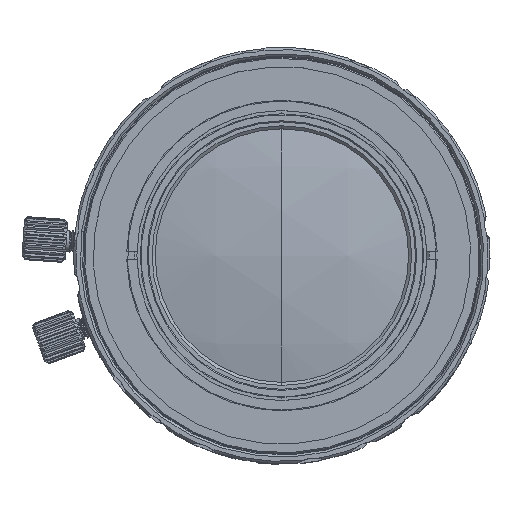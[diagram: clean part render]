
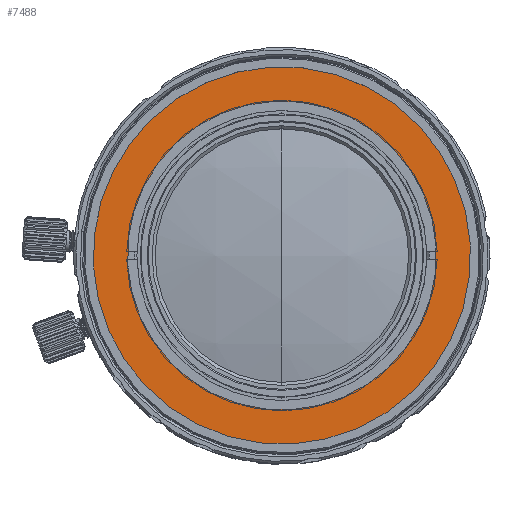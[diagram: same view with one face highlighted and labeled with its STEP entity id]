
A CAD part, top view. The second image highlights one B-rep face of the part: STEP entity #7488.
In plain terms, the highlighted planar face has unit normal (0, 0, 1).
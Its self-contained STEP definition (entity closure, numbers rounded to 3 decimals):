
#109 = CIRCLE ( 'NONE', #23483, 17.85 ) ;
#1187 = DIRECTION ( 'NONE',  ( 0.688, -0.725, 0. ) ) ;
#5073 = DIRECTION ( 'NONE',  ( 0., 0., -1. ) ) ;
#6065 = CARTESIAN_POINT ( 'NONE',  ( 9.857, -10.387, 39.77 ) ) ;
#7488 = ADVANCED_FACE ( 'NONE', ( #28831, #29162 ), #13489, .F. ) ;
#9462 = CIRCLE ( 'NONE', #28351, 17.85 ) ;
#11518 = CARTESIAN_POINT ( 'NONE',  ( 12.948, 12.287, 39.77 ) ) ;
#12391 = CARTESIAN_POINT ( 'NONE',  ( -9.857, 10.387, 39.77 ) ) ;
#13489 = PLANE ( 'NONE',  #29020 ) ;
#14539 = CARTESIAN_POINT ( 'NONE',  ( -12.948, -12.287, 39.77 ) ) ;
#14840 = EDGE_LOOP ( 'NONE', ( #59345, #57796 ) ) ;
#15828 = VERTEX_POINT ( 'NONE', #14539 ) ;
#15871 = EDGE_CURVE ( 'NONE', #15828, #56645, #109, .T. ) ;
#16238 = DIRECTION ( 'NONE',  ( 0., 0., -1. ) ) ;
#19336 = EDGE_CURVE ( 'NONE', #48642, #39110, #54599, .T. ) ;
#23483 = AXIS2_PLACEMENT_3D ( 'NONE', #37841, #5073, #32602 ) ;
#28351 = AXIS2_PLACEMENT_3D ( 'NONE', #59860, #16238, #32255 ) ;
#28831 = FACE_OUTER_BOUND ( 'NONE', #48923, .T. ) ;
#29020 = AXIS2_PLACEMENT_3D ( 'NONE', #29509, #29847, #61623 ) ;
#29162 = FACE_BOUND ( 'NONE', #14840, .T. ) ;
#29509 = CARTESIAN_POINT ( 'NONE',  ( 0., 0., 39.77 ) ) ;
#29847 = DIRECTION ( 'NONE',  ( 0., 0., -1. ) ) ;
#32255 = DIRECTION ( 'NONE',  ( -0.725, -0.688, 0. ) ) ;
#32602 = DIRECTION ( 'NONE',  ( -0.725, -0.688, 0. ) ) ;
#32657 = EDGE_CURVE ( 'NONE', #39110, #48642, #32913, .T. ) ;
#32913 = CIRCLE ( 'NONE', #57452, 14.32 ) ;
#37841 = CARTESIAN_POINT ( 'NONE',  ( 0., 0., 39.77 ) ) ;
#39110 = VERTEX_POINT ( 'NONE', #12391 ) ;
#39553 = CARTESIAN_POINT ( 'NONE',  ( 0., 0., 39.77 ) ) ;
#41957 = EDGE_CURVE ( 'NONE', #56645, #15828, #9462, .T. ) ;
#48642 = VERTEX_POINT ( 'NONE', #6065 ) ;
#48923 = EDGE_LOOP ( 'NONE', ( #54581, #66424 ) ) ;
#51410 = CARTESIAN_POINT ( 'NONE',  ( 0., 0., 39.77 ) ) ;
#52117 = DIRECTION ( 'NONE',  ( 0., 0., 1. ) ) ;
#54581 = ORIENTED_EDGE ( 'NONE', *, *, #41957, .F. ) ;
#54599 = CIRCLE ( 'NONE', #62412, 14.32 ) ;
#55623 = DIRECTION ( 'NONE',  ( 0., 0., 1. ) ) ;
#56645 = VERTEX_POINT ( 'NONE', #11518 ) ;
#57351 = DIRECTION ( 'NONE',  ( 0.688, -0.725, 0. ) ) ;
#57452 = AXIS2_PLACEMENT_3D ( 'NONE', #39553, #55623, #1187 ) ;
#57796 = ORIENTED_EDGE ( 'NONE', *, *, #19336, .F. ) ;
#59345 = ORIENTED_EDGE ( 'NONE', *, *, #32657, .F. ) ;
#59860 = CARTESIAN_POINT ( 'NONE',  ( 0., 0., 39.77 ) ) ;
#61623 = DIRECTION ( 'NONE',  ( 0., -1., 0. ) ) ;
#62412 = AXIS2_PLACEMENT_3D ( 'NONE', #51410, #52117, #57351 ) ;
#66424 = ORIENTED_EDGE ( 'NONE', *, *, #15871, .F. ) ;
